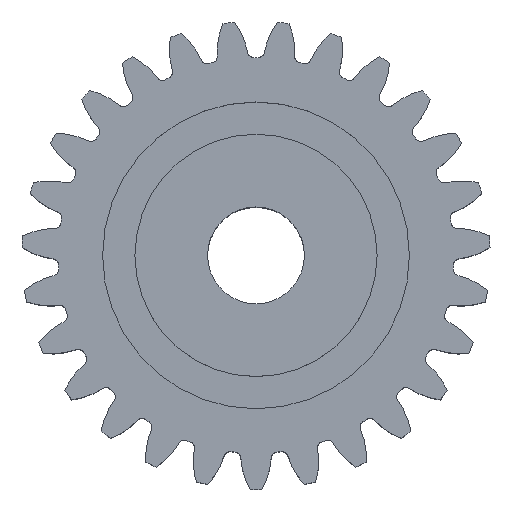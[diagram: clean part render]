
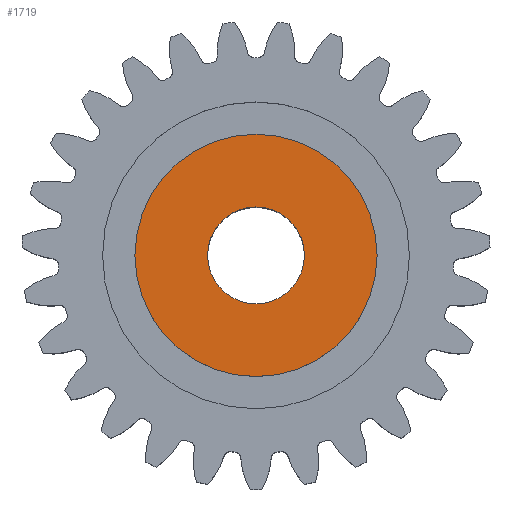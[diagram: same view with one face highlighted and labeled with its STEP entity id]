
A CAD part, top view. The second image highlights one B-rep face of the part: STEP entity #1719.
In plain terms, the highlighted planar face has unit normal (0, 0, 1).
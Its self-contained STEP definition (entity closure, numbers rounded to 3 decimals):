
#1524 = EDGE_CURVE ( 'NONE', #1549, #1552, #6689, .T. ) ;
#1549 = VERTEX_POINT ( 'NONE', #4890 ) ;
#1552 = VERTEX_POINT ( 'NONE', #4891 ) ;
#1610 = EDGE_LOOP ( 'NONE', ( #1705, #1726 ) ) ;
#1704 = EDGE_CURVE ( 'NONE', #1552, #1549, #5102, .T. ) ;
#1705 = ORIENTED_EDGE ( 'NONE', *, *, #1723, .F. ) ;
#1706 = EDGE_LOOP ( 'NONE', ( #1708, #1707 ) ) ;
#1707 = ORIENTED_EDGE ( 'NONE', *, *, #1524, .T. ) ;
#1708 = ORIENTED_EDGE ( 'NONE', *, *, #1704, .T. ) ;
#1719 = ADVANCED_FACE ( 'NONE', ( #5005, #5145 ), #5147, .T. ) ;
#1723 = EDGE_CURVE ( 'NONE', #2242, #2233, #5139, .T. ) ;
#1726 = ORIENTED_EDGE ( 'NONE', *, *, #2240, .F. ) ;
#2233 = VERTEX_POINT ( 'NONE', #6185 ) ;
#2240 = EDGE_CURVE ( 'NONE', #2233, #2242, #6165, .T. ) ;
#2242 = VERTEX_POINT ( 'NONE', #5980 ) ;
#4890 = CARTESIAN_POINT ( 'NONE',  ( 7.5, 0., 9. ) ) ;
#4891 = CARTESIAN_POINT ( 'NONE',  ( -7.5, 0., 9. ) ) ;
#5005 = FACE_BOUND ( 'NONE', #1610, .T. ) ;
#5013 = DIRECTION ( 'NONE',  ( 1., 0., 0. ) ) ;
#5014 = DIRECTION ( 'NONE',  ( 0., 0., 1. ) ) ;
#5015 = CARTESIAN_POINT ( 'NONE',  ( 0., 0., 9. ) ) ;
#5018 = CARTESIAN_POINT ( 'NONE',  ( 0., 0., 9. ) ) ;
#5023 = AXIS2_PLACEMENT_3D ( 'NONE', #5015, #5014, #5013 ) ;
#5102 = CIRCLE ( 'NONE', #5023, 7.5 ) ;
#5128 = DIRECTION ( 'NONE',  ( 1., 0., 0. ) ) ;
#5129 = DIRECTION ( 'NONE',  ( 0., 0., 1. ) ) ;
#5130 = AXIS2_PLACEMENT_3D ( 'NONE', #5018, #5129, #5128 ) ;
#5133 = DIRECTION ( 'NONE',  ( 1., 0., 0. ) ) ;
#5134 = DIRECTION ( 'NONE',  ( 0., 0., 1. ) ) ;
#5135 = CARTESIAN_POINT ( 'NONE',  ( 0., 0., 9. ) ) ;
#5136 = AXIS2_PLACEMENT_3D ( 'NONE', #5135, #5134, #5133 ) ;
#5139 = CIRCLE ( 'NONE', #5130, 3. ) ;
#5145 = FACE_OUTER_BOUND ( 'NONE', #1706, .T. ) ;
#5147 = PLANE ( 'NONE',  #5136 ) ;
#5958 = DIRECTION ( 'NONE',  ( 1., 0., 0. ) ) ;
#5959 = DIRECTION ( 'NONE',  ( 0., 0., 1. ) ) ;
#5970 = AXIS2_PLACEMENT_3D ( 'NONE', #5977, #5959, #5958 ) ;
#5977 = CARTESIAN_POINT ( 'NONE',  ( 0., 0., 9. ) ) ;
#5980 = CARTESIAN_POINT ( 'NONE',  ( 3., 0., 9. ) ) ;
#6165 = CIRCLE ( 'NONE', #5970, 3. ) ;
#6185 = CARTESIAN_POINT ( 'NONE',  ( -3., 0., 9. ) ) ;
#6662 = DIRECTION ( 'NONE',  ( 1., 0., 0. ) ) ;
#6663 = CARTESIAN_POINT ( 'NONE',  ( 0., 0., 9. ) ) ;
#6673 = DIRECTION ( 'NONE',  ( 0., 0., 1. ) ) ;
#6683 = AXIS2_PLACEMENT_3D ( 'NONE', #6663, #6673, #6662 ) ;
#6689 = CIRCLE ( 'NONE', #6683, 7.5 ) ;
